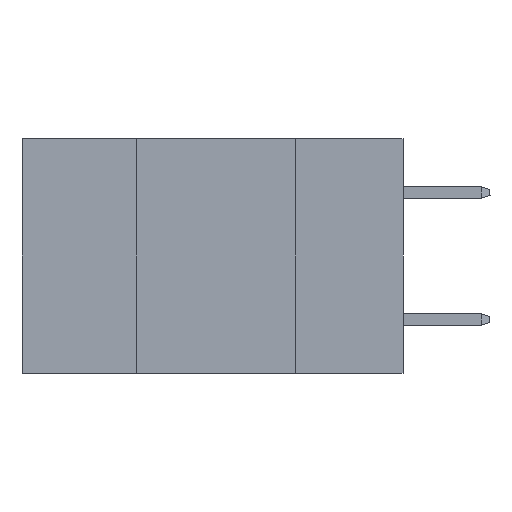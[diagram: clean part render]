
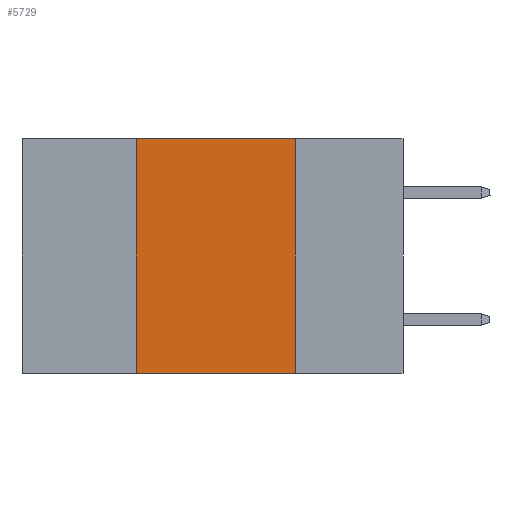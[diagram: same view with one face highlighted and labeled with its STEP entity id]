
A CAD part, left-side view. The second image highlights one B-rep face of the part: STEP entity #5729.
In plain terms, the highlighted planar face has unit normal (-1, 0, 0).
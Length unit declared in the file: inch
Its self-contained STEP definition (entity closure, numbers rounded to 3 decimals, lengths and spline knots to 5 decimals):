
#223 = DIRECTION ( 'NONE',  ( 1., 0., 0. ) ) ;
#538 = DIRECTION ( 'NONE',  ( 0., -1., 0. ) ) ;
#652 = VERTEX_POINT ( 'NONE', #6371 ) ;
#1074 = LINE ( 'NONE', #28201, #1909 ) ;
#1748 = LINE ( 'NONE', #12704, #14792 ) ;
#1893 = CARTESIAN_POINT ( 'NONE',  ( 0., 0.17, 0. ) ) ;
#1909 = VECTOR ( 'NONE', #538, 39.37008 ) ;
#2508 = VERTEX_POINT ( 'NONE', #16912 ) ;
#5454 = AXIS2_PLACEMENT_3D ( 'NONE', #13176, #223, #22618 ) ;
#5729 = ADVANCED_FACE ( 'NONE', ( #35076 ), #10297, .F. ) ;
#6371 = CARTESIAN_POINT ( 'NONE',  ( 0., 0.42, -0.37 ) ) ;
#7717 = ORIENTED_EDGE ( 'NONE', *, *, #33190, .T. ) ;
#8568 = EDGE_CURVE ( 'NONE', #652, #2508, #1748, .T. ) ;
#10280 = VECTOR ( 'NONE', #28037, 39.37008 ) ;
#10297 = PLANE ( 'NONE',  #5454 ) ;
#11539 = CARTESIAN_POINT ( 'NONE',  ( 0., 0.6, -0.37 ) ) ;
#12704 = CARTESIAN_POINT ( 'NONE',  ( 0., 0.42, 0. ) ) ;
#13176 = CARTESIAN_POINT ( 'NONE',  ( 0., 0.6, 0. ) ) ;
#14267 = LINE ( 'NONE', #11539, #35362 ) ;
#14792 = VECTOR ( 'NONE', #29396, 39.37008 ) ;
#14955 = LINE ( 'NONE', #17142, #10280 ) ;
#16912 = CARTESIAN_POINT ( 'NONE',  ( 0., 0.42, 0. ) ) ;
#17142 = CARTESIAN_POINT ( 'NONE',  ( 0., 0.17, 0. ) ) ;
#18622 = EDGE_CURVE ( 'NONE', #19545, #19509, #14955, .T. ) ;
#19509 = VERTEX_POINT ( 'NONE', #20155 ) ;
#19545 = VERTEX_POINT ( 'NONE', #1893 ) ;
#20155 = CARTESIAN_POINT ( 'NONE',  ( 0., 0.17, -0.37 ) ) ;
#22618 = DIRECTION ( 'NONE',  ( 0., 0., -1. ) ) ;
#24851 = ORIENTED_EDGE ( 'NONE', *, *, #34912, .F. ) ;
#24975 = EDGE_LOOP ( 'NONE', ( #32432, #24851, #30722, #7717 ) ) ;
#28037 = DIRECTION ( 'NONE',  ( 0., 0., -1. ) ) ;
#28201 = CARTESIAN_POINT ( 'NONE',  ( 0., 0.6, 0. ) ) ;
#29396 = DIRECTION ( 'NONE',  ( 0., 0., 1. ) ) ;
#30722 = ORIENTED_EDGE ( 'NONE', *, *, #8568, .F. ) ;
#32432 = ORIENTED_EDGE ( 'NONE', *, *, #18622, .F. ) ;
#33190 = EDGE_CURVE ( 'NONE', #652, #19509, #14267, .T. ) ;
#33621 = DIRECTION ( 'NONE',  ( 0., -1., 0. ) ) ;
#34912 = EDGE_CURVE ( 'NONE', #2508, #19545, #1074, .T. ) ;
#35076 = FACE_OUTER_BOUND ( 'NONE', #24975, .T. ) ;
#35362 = VECTOR ( 'NONE', #33621, 39.37008 ) ;
